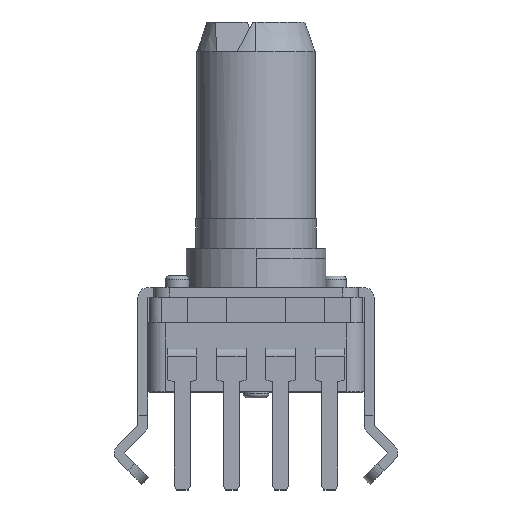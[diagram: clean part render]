
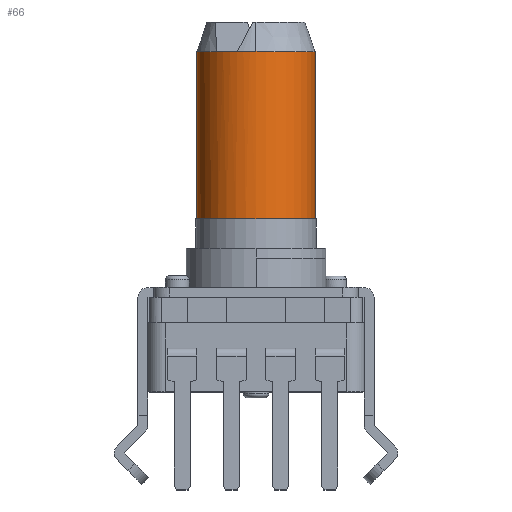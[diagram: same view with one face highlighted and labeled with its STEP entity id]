
A CAD part, top view. The second image highlights one B-rep face of the part: STEP entity #66.
In plain terms, the highlighted cylindrical face has radius 3 mm (diameter 6 mm), a partial arc.
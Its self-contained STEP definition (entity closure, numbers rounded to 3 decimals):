
#66=ADVANCED_FACE('',(#357),#358,.T.);
#357=FACE_OUTER_BOUND('',#914,.T.);
#358=CYLINDRICAL_SURFACE('',#915,3.0);
#914=EDGE_LOOP('',(#1574,#1575,#1576,#1577,#1578,#1579,#1580,#1581));
#915=AXIS2_PLACEMENT_3D('',#1582,#1583,#1584);
#1574=ORIENTED_EDGE('',*,*,#3794,.F.);
#1575=ORIENTED_EDGE('',*,*,#3795,.T.);
#1576=ORIENTED_EDGE('',*,*,#3796,.F.);
#1577=ORIENTED_EDGE('',*,*,#3792,.F.);
#1578=ORIENTED_EDGE('',*,*,#3767,.T.);
#1579=ORIENTED_EDGE('',*,*,#3787,.T.);
#1580=ORIENTED_EDGE('',*,*,#3785,.T.);
#1581=ORIENTED_EDGE('',*,*,#3789,.F.);
#1582=CARTESIAN_POINT('',(0.0,14.55,0.0));
#1583=DIRECTION('',(0.0,1.0,-0.0));
#1584=DIRECTION('',(-1.0,0.0,0.0));
#3767=EDGE_CURVE('',#4547,#4544,#4548,.T.);
#3785=EDGE_CURVE('',#4559,#4570,#4577,.T.);
#3787=EDGE_CURVE('',#4544,#4559,#4579,.T.);
#3789=EDGE_CURVE('',#4580,#4570,#4582,.T.);
#3792=EDGE_CURVE('',#4547,#4584,#4587,.T.);
#3794=EDGE_CURVE('',#4589,#4580,#4590,.T.);
#3795=EDGE_CURVE('',#4589,#4591,#4592,.T.);
#3796=EDGE_CURVE('',#4584,#4591,#4593,.T.);
#4544=VERTEX_POINT('',#5786);
#4547=VERTEX_POINT('',#5790);
#4548=CIRCLE('',#5791,3.);
#4559=VERTEX_POINT('',#5809);
#4570=VERTEX_POINT('',#5829);
#4577=CIRCLE('',#5848,3.0);
#4579=CIRCLE('',#5851,3.);
#4580=VERTEX_POINT('',#5852);
#4582=CIRCLE('',#5854,3.0);
#4584=VERTEX_POINT('',#5856);
#4587=LINE('',#5860,#5861);
#4589=VERTEX_POINT('',#5864);
#4590=LINE('',#5865,#5866);
#4591=VERTEX_POINT('',#5867);
#4592=CIRCLE('',#5868,3.0);
#4593=LINE('',#5869,#5870);
#5786=CARTESIAN_POINT('',(0.,17.3,3.));
#5790=CARTESIAN_POINT('',(3.,17.3,0.));
#5791=AXIS2_PLACEMENT_3D('',#7620,#7621,#7622);
#5809=CARTESIAN_POINT('',(-0.95,17.3,2.846));
#5829=CARTESIAN_POINT('',(-1.989,17.3,2.246));
#5848=AXIS2_PLACEMENT_3D('',#7642,#7643,#7644);
#5851=AXIS2_PLACEMENT_3D('',#7646,#7647,#7648);
#5852=CARTESIAN_POINT('',(-3.0,17.3,0.0));
#5854=AXIS2_PLACEMENT_3D('',#7652,#7653,#7654);
#5856=CARTESIAN_POINT('',(3.0,11.8,0.0));
#5860=CARTESIAN_POINT('',(3.,17.3,0.));
#5861=VECTOR('',#7659,5.5);
#5864=CARTESIAN_POINT('',(-3.0,8.8,0.0));
#5865=CARTESIAN_POINT('',(-3.0,8.8,0.0));
#5866=VECTOR('',#7661,8.5);
#5867=CARTESIAN_POINT('',(3.0,8.8,0.0));
#5868=AXIS2_PLACEMENT_3D('',#7662,#7663,#7664);
#5869=CARTESIAN_POINT('',(3.0,11.8,0.0));
#5870=VECTOR('',#7665,3.0);
#7620=CARTESIAN_POINT('',(0.,17.3,0.));
#7621=DIRECTION('',(0.0,-1.0,0.0));
#7622=DIRECTION('',(1.,0.0,0.));
#7642=CARTESIAN_POINT('',(0.0,17.3,0.0));
#7643=DIRECTION('',(0.0,-1.0,0.0));
#7644=DIRECTION('',(-0.317,0.0,0.949));
#7646=CARTESIAN_POINT('',(0.,17.3,0.));
#7647=DIRECTION('',(0.0,-1.0,0.0));
#7648=DIRECTION('',(1.,0.0,0.));
#7652=CARTESIAN_POINT('',(0.0,17.3,0.0));
#7653=DIRECTION('',(0.0,1.0,0.0));
#7654=DIRECTION('',(-1.0,0.0,0.0));
#7659=DIRECTION('',(0.,-1.,0.));
#7661=DIRECTION('',(0.,1.0,0.));
#7662=CARTESIAN_POINT('',(0.0,8.8,0.0));
#7663=DIRECTION('',(0.0,1.0,0.0));
#7664=DIRECTION('',(-1.0,0.0,0.0));
#7665=DIRECTION('',(0.0,-1.0,0.0));
